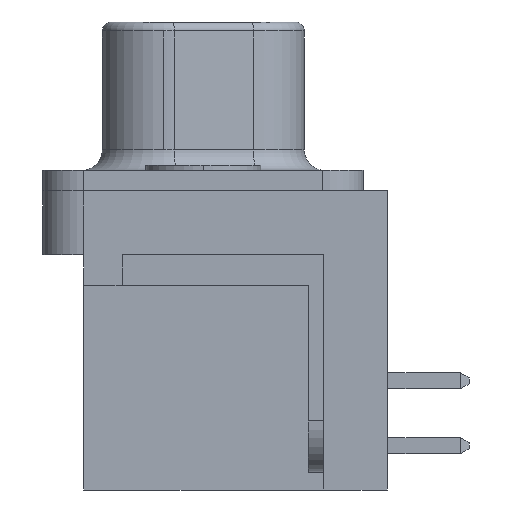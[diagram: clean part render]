
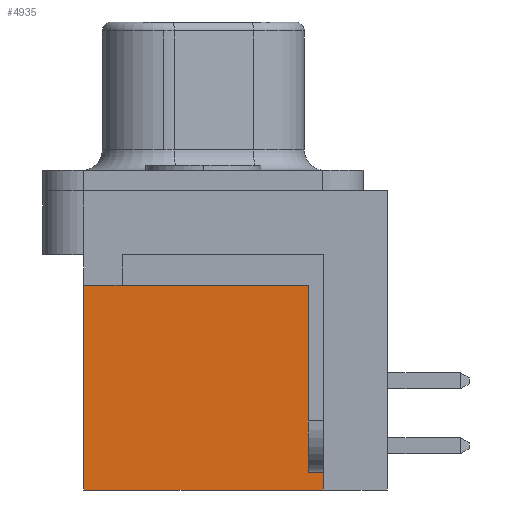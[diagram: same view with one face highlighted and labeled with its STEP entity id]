
A CAD part, left-side view. The second image highlights one B-rep face of the part: STEP entity #4935.
In plain terms, the highlighted planar face has unit normal (-1, 0, 0).
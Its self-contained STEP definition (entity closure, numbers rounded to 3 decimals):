
#337 = CARTESIAN_POINT ( 'NONE',  ( -8.129, -4.7, 6.2 ) ) ;
#576 = VERTEX_POINT ( 'NONE', #5385 ) ;
#612 = DIRECTION ( 'NONE',  ( 0., 0., 1. ) ) ;
#776 = VERTEX_POINT ( 'NONE', #6235 ) ;
#1033 = VERTEX_POINT ( 'NONE', #7289 ) ;
#1420 = DIRECTION ( 'NONE',  ( 0., 0., 1. ) ) ;
#1468 = VECTOR ( 'NONE', #6101, 1000. ) ;
#1477 = VECTOR ( 'NONE', #1549, 1000. ) ;
#1549 = DIRECTION ( 'NONE',  ( 0., -1., 0. ) ) ;
#1949 = ORIENTED_EDGE ( 'NONE', *, *, #6723, .F. ) ;
#2021 = ORIENTED_EDGE ( 'NONE', *, *, #5494, .F. ) ;
#2097 = DIRECTION ( 'NONE',  ( 0., 0., -1. ) ) ;
#2207 = VERTEX_POINT ( 'NONE', #4855 ) ;
#2238 = VECTOR ( 'NONE', #612, 1000. ) ;
#2437 = CARTESIAN_POINT ( 'NONE',  ( -8.129, -4.7, 8.7 ) ) ;
#2461 = CARTESIAN_POINT ( 'NONE',  ( -8.129, 4.675, 5. ) ) ;
#2569 = EDGE_LOOP ( 'NONE', ( #4946, #1949, #9973, #9780, #2021, #6504 ) ) ;
#2580 = LINE ( 'NONE', #7012, #1468 ) ;
#2783 = VERTEX_POINT ( 'NONE', #337 ) ;
#3009 = VECTOR ( 'NONE', #3238, 1000. ) ;
#3083 = LINE ( 'NONE', #4652, #5101 ) ;
#3238 = DIRECTION ( 'NONE',  ( 0., 0., 1. ) ) ;
#3529 = CARTESIAN_POINT ( 'NONE',  ( -8.129, 3.175, 6.2 ) ) ;
#3728 = EDGE_CURVE ( 'NONE', #576, #2783, #10197, .T. ) ;
#3974 = LINE ( 'NONE', #6955, #2238 ) ;
#4083 = AXIS2_PLACEMENT_3D ( 'NONE', #8300, #6829, #2097 ) ;
#4479 = VERTEX_POINT ( 'NONE', #3529 ) ;
#4652 = CARTESIAN_POINT ( 'NONE',  ( -8.129, 4.675, 8.7 ) ) ;
#4855 = CARTESIAN_POINT ( 'NONE',  ( -8.129, 3.175, 5. ) ) ;
#4935 = ADVANCED_FACE ( 'NONE', ( #10551 ), #10064, .F. ) ;
#4946 = ORIENTED_EDGE ( 'NONE', *, *, #5575, .F. ) ;
#5101 = VECTOR ( 'NONE', #1420, 1000. ) ;
#5385 = CARTESIAN_POINT ( 'NONE',  ( -8.129, -4.7, -3. ) ) ;
#5494 = EDGE_CURVE ( 'NONE', #4479, #2783, #7828, .T. ) ;
#5575 = EDGE_CURVE ( 'NONE', #776, #2207, #6534, .T. ) ;
#6101 = DIRECTION ( 'NONE',  ( 0., -1., 0. ) ) ;
#6233 = EDGE_CURVE ( 'NONE', #1033, #576, #2580, .T. ) ;
#6235 = CARTESIAN_POINT ( 'NONE',  ( -8.129, 4.675, 5. ) ) ;
#6285 = VECTOR ( 'NONE', #9881, 1000. ) ;
#6504 = ORIENTED_EDGE ( 'NONE', *, *, #10577, .F. ) ;
#6534 = LINE ( 'NONE', #2461, #6285 ) ;
#6723 = EDGE_CURVE ( 'NONE', #1033, #776, #3083, .T. ) ;
#6829 = DIRECTION ( 'NONE',  ( 1., 0., 0. ) ) ;
#6955 = CARTESIAN_POINT ( 'NONE',  ( -8.129, 3.175, 5. ) ) ;
#7012 = CARTESIAN_POINT ( 'NONE',  ( -8.129, 24.705, -3. ) ) ;
#7289 = CARTESIAN_POINT ( 'NONE',  ( -8.129, 4.675, -3. ) ) ;
#7828 = LINE ( 'NONE', #9779, #1477 ) ;
#8300 = CARTESIAN_POINT ( 'NONE',  ( -8.129, 24.705, 8.7 ) ) ;
#9779 = CARTESIAN_POINT ( 'NONE',  ( -8.129, -4.7, 6.2 ) ) ;
#9780 = ORIENTED_EDGE ( 'NONE', *, *, #3728, .T. ) ;
#9881 = DIRECTION ( 'NONE',  ( 0., -1., 0. ) ) ;
#9973 = ORIENTED_EDGE ( 'NONE', *, *, #6233, .T. ) ;
#10064 = PLANE ( 'NONE',  #4083 ) ;
#10197 = LINE ( 'NONE', #2437, #3009 ) ;
#10551 = FACE_OUTER_BOUND ( 'NONE', #2569, .T. ) ;
#10577 = EDGE_CURVE ( 'NONE', #2207, #4479, #3974, .T. ) ;
